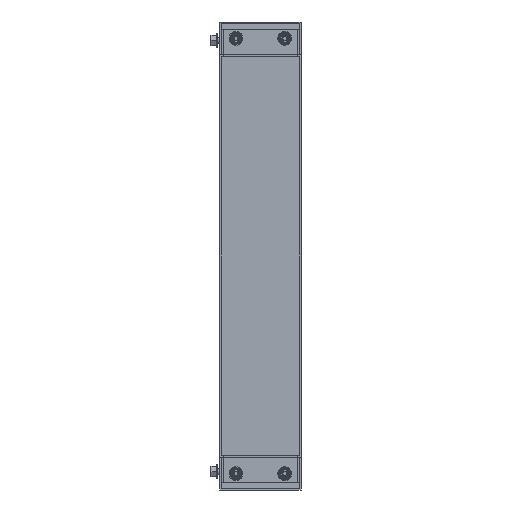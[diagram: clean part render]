
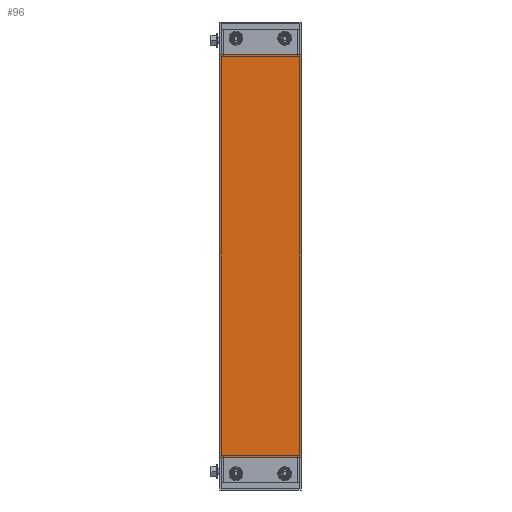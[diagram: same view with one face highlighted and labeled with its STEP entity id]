
A CAD part, left-side view. The second image highlights one B-rep face of the part: STEP entity #96.
In plain terms, the highlighted planar face has unit normal (-1, 0, 0).
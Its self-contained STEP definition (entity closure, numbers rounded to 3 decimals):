
#96 = ADVANCED_FACE ( 'NONE', ( #1380 ), #4476, .T. ) ;
#403 = VECTOR ( 'NONE', #5720, 1000. ) ;
#541 = EDGE_LOOP ( 'NONE', ( #9315, #3393, #9385, #7371 ) ) ;
#610 = DIRECTION ( 'NONE',  ( -1., 0., 0. ) ) ;
#767 = EDGE_CURVE ( 'NONE', #4859, #9239, #4108, .T. ) ;
#1346 = EDGE_CURVE ( 'NONE', #9239, #9318, #3548, .T. ) ;
#1380 = FACE_OUTER_BOUND ( 'NONE', #541, .T. ) ;
#2120 = DIRECTION ( 'NONE',  ( 0., 0., 1. ) ) ;
#2135 = LINE ( 'NONE', #2226, #5838 ) ;
#2141 = CARTESIAN_POINT ( 'NONE',  ( 0., -100., 534.6 ) ) ;
#2177 = VECTOR ( 'NONE', #2974, 1000. ) ;
#2226 = CARTESIAN_POINT ( 'NONE',  ( 0., -100., 40.4 ) ) ;
#2767 = CARTESIAN_POINT ( 'NONE',  ( 0., 0., 534.6 ) ) ;
#2887 = LINE ( 'NONE', #5935, #7556 ) ;
#2974 = DIRECTION ( 'NONE',  ( 0., 0., -1. ) ) ;
#2987 = DIRECTION ( 'NONE',  ( 0., 0., 1. ) ) ;
#3032 = CARTESIAN_POINT ( 'NONE',  ( 0., -100., 40.4 ) ) ;
#3200 = EDGE_CURVE ( 'NONE', #7227, #4859, #2135, .T. ) ;
#3393 = ORIENTED_EDGE ( 'NONE', *, *, #3200, .T. ) ;
#3548 = LINE ( 'NONE', #6612, #2177 ) ;
#3753 = CARTESIAN_POINT ( 'NONE',  ( 0., 0., 534.6 ) ) ;
#3943 = CARTESIAN_POINT ( 'NONE',  ( 0., 0., 40.4 ) ) ;
#4108 = LINE ( 'NONE', #2767, #403 ) ;
#4476 = PLANE ( 'NONE',  #6322 ) ;
#4859 = VERTEX_POINT ( 'NONE', #2141 ) ;
#5263 = EDGE_CURVE ( 'NONE', #9318, #7227, #2887, .T. ) ;
#5720 = DIRECTION ( 'NONE',  ( 0., 1., 0. ) ) ;
#5838 = VECTOR ( 'NONE', #2987, 1000. ) ;
#5925 = CARTESIAN_POINT ( 'NONE',  ( 0., 0., 0. ) ) ;
#5935 = CARTESIAN_POINT ( 'NONE',  ( 0., 0., 40.4 ) ) ;
#6322 = AXIS2_PLACEMENT_3D ( 'NONE', #5925, #610, #2120 ) ;
#6612 = CARTESIAN_POINT ( 'NONE',  ( 0., 0., 40.4 ) ) ;
#7227 = VERTEX_POINT ( 'NONE', #3032 ) ;
#7371 = ORIENTED_EDGE ( 'NONE', *, *, #1346, .T. ) ;
#7556 = VECTOR ( 'NONE', #9034, 1000. ) ;
#9034 = DIRECTION ( 'NONE',  ( 0., -1., 0. ) ) ;
#9239 = VERTEX_POINT ( 'NONE', #3753 ) ;
#9315 = ORIENTED_EDGE ( 'NONE', *, *, #5263, .T. ) ;
#9318 = VERTEX_POINT ( 'NONE', #3943 ) ;
#9385 = ORIENTED_EDGE ( 'NONE', *, *, #767, .T. ) ;
